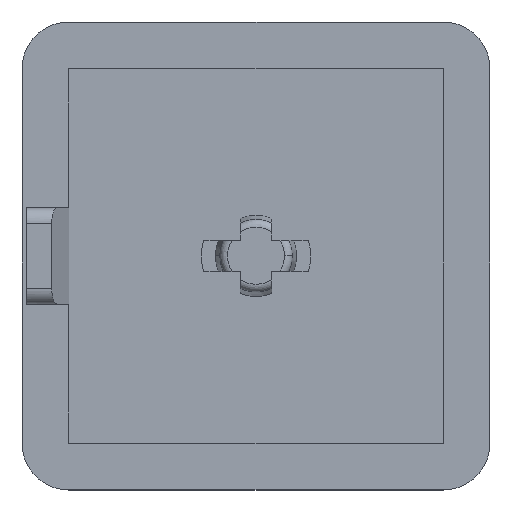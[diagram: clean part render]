
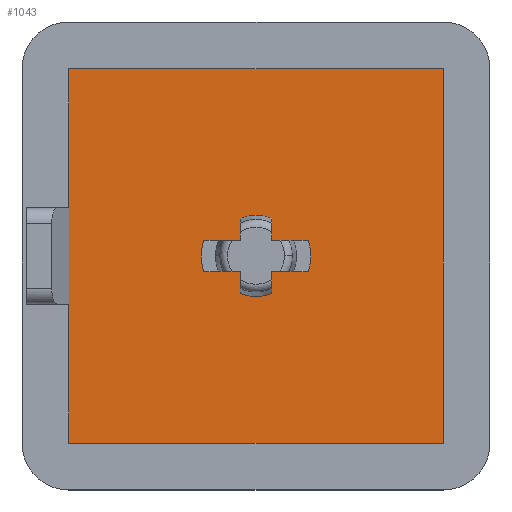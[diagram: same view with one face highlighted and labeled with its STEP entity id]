
A CAD part, top view. The second image highlights one B-rep face of the part: STEP entity #1043.
In plain terms, the highlighted planar face has unit normal (0, 0, 1).
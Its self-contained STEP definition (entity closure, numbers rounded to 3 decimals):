
#129 = FACE_BOUND ( 'NONE', #1690, .T. ) ;
#159 = FACE_OUTER_BOUND ( 'NONE', #1756, .T. ) ;
#171 = CIRCLE ( 'NONE', #459, 3.5 ) ;
#180 = LINE ( 'NONE', #739, #184 ) ;
#184 = VECTOR ( 'NONE', #740, 1000. ) ;
#187 = CIRCLE ( 'NONE', #462, 3.5 ) ;
#190 = LINE ( 'NONE', #769, #267 ) ;
#196 = LINE ( 'NONE', #794, #198 ) ;
#198 = VECTOR ( 'NONE', #787, 1000. ) ;
#246 = LINE ( 'NONE', #844, #248 ) ;
#248 = VECTOR ( 'NONE', #845, 1000. ) ;
#267 = VECTOR ( 'NONE', #771, 1000. ) ;
#273 = VECTOR ( 'NONE', #1647, 1000. ) ;
#274 = LINE ( 'NONE', #1493, #298 ) ;
#275 = CIRCLE ( 'NONE', #361, 2.6 ) ;
#278 = CIRCLE ( 'NONE', #360, 3.5 ) ;
#279 = LINE ( 'NONE', #1645, #273 ) ;
#280 = LINE ( 'NONE', #1866, #282 ) ;
#282 = VECTOR ( 'NONE', #1653, 1000. ) ;
#291 = VECTOR ( 'NONE', #1510, 1000. ) ;
#292 = CIRCLE ( 'NONE', #379, 2.6 ) ;
#293 = VECTOR ( 'NONE', #1497, 1000. ) ;
#294 = LINE ( 'NONE', #1500, #291 ) ;
#295 = VECTOR ( 'NONE', #1496, 1000. ) ;
#296 = LINE ( 'NONE', #1501, #293 ) ;
#297 = LINE ( 'NONE', #1708, #295 ) ;
#298 = VECTOR ( 'NONE', #1418, 1000. ) ;
#341 = AXIS2_PLACEMENT_3D ( 'NONE', #1729, #1731, #1722 ) ;
#360 = AXIS2_PLACEMENT_3D ( 'NONE', #1499, #1514, #1544 ) ;
#361 = AXIS2_PLACEMENT_3D ( 'NONE', #1498, #1495, #1491 ) ;
#379 = AXIS2_PLACEMENT_3D ( 'NONE', #1521, #1520, #1519 ) ;
#390 = EDGE_CURVE ( 'NONE', #1239, #1238, #1199, .T. ) ;
#391 = EDGE_CURVE ( 'NONE', #1328, #1356, #1329, .T. ) ;
#459 = AXIS2_PLACEMENT_3D ( 'NONE', #736, #737, #738 ) ;
#462 = AXIS2_PLACEMENT_3D ( 'NONE', #779, #781, #783 ) ;
#469 = EDGE_CURVE ( 'NONE', #1297, #1334, #171, .T. ) ;
#471 = EDGE_CURVE ( 'NONE', #1356, #1239, #180, .T. ) ;
#479 = EDGE_CURVE ( 'NONE', #1238, #1328, #190, .T. ) ;
#481 = EDGE_CURVE ( 'NONE', #1241, #1297, #187, .T. ) ;
#485 = EDGE_CURVE ( 'NONE', #1334, #1384, #196, .T. ) ;
#509 = EDGE_CURVE ( 'NONE', #1246, #1241, #246, .T. ) ;
#578 = DIRECTION ( 'NONE',  ( 0., -1., 0. ) ) ;
#580 = CARTESIAN_POINT ( 'NONE',  ( -12., 12., 2. ) ) ;
#582 = DIRECTION ( 'NONE',  ( 0., 1., 0. ) ) ;
#584 = CARTESIAN_POINT ( 'NONE',  ( 12., 12., 2. ) ) ;
#736 = CARTESIAN_POINT ( 'NONE',  ( 0., 0., 2. ) ) ;
#737 = DIRECTION ( 'NONE',  ( 0., 0., 1. ) ) ;
#738 = DIRECTION ( 'NONE',  ( 1., 0., 0. ) ) ;
#739 = CARTESIAN_POINT ( 'NONE',  ( -12., -12., 2. ) ) ;
#740 = DIRECTION ( 'NONE',  ( 1., 0., 0. ) ) ;
#769 = CARTESIAN_POINT ( 'NONE',  ( -12., 12., 2. ) ) ;
#771 = DIRECTION ( 'NONE',  ( -1., 0., 0. ) ) ;
#779 = CARTESIAN_POINT ( 'NONE',  ( 0., 0., 2. ) ) ;
#781 = DIRECTION ( 'NONE',  ( 0., 0., 1. ) ) ;
#783 = DIRECTION ( 'NONE',  ( 1., 0., 0. ) ) ;
#787 = DIRECTION ( 'NONE',  ( 1., 0., 0. ) ) ;
#794 = CARTESIAN_POINT ( 'NONE',  ( -2.4, -1., 2. ) ) ;
#844 = CARTESIAN_POINT ( 'NONE',  ( -2.4, 1., 2. ) ) ;
#845 = DIRECTION ( 'NONE',  ( -1., 0., 0. ) ) ;
#1043 = ADVANCED_FACE ( 'NONE', ( #159, #129 ), #1726, .T. ) ;
#1126 = EDGE_CURVE ( 'NONE', #1261, #1246, #280, .T. ) ;
#1127 = EDGE_CURVE ( 'NONE', #1285, #1261, #275, .T. ) ;
#1128 = EDGE_CURVE ( 'NONE', #1249, #1285, #279, .T. ) ;
#1129 = EDGE_CURVE ( 'NONE', #1378, #1249, #274, .T. ) ;
#1130 = EDGE_CURVE ( 'NONE', #1260, #1378, #278, .T. ) ;
#1131 = EDGE_CURVE ( 'NONE', #1373, #1260, #297, .T. ) ;
#1132 = EDGE_CURVE ( 'NONE', #1374, #1373, #296, .T. ) ;
#1133 = EDGE_CURVE ( 'NONE', #1384, #1375, #294, .T. ) ;
#1134 = EDGE_CURVE ( 'NONE', #1375, #1374, #292, .T. ) ;
#1142 = ORIENTED_EDGE ( 'NONE', *, *, #390, .T. ) ;
#1161 = ORIENTED_EDGE ( 'NONE', *, *, #1132, .F. ) ;
#1179 = ORIENTED_EDGE ( 'NONE', *, *, #1128, .F. ) ;
#1198 = ORIENTED_EDGE ( 'NONE', *, *, #1133, .F. ) ;
#1199 = LINE ( 'NONE', #584, #1243 ) ;
#1238 = VERTEX_POINT ( 'NONE', #1541 ) ;
#1239 = VERTEX_POINT ( 'NONE', #1535 ) ;
#1241 = VERTEX_POINT ( 'NONE', #1513 ) ;
#1243 = VECTOR ( 'NONE', #582, 1000. ) ;
#1246 = VERTEX_POINT ( 'NONE', #1522 ) ;
#1249 = VERTEX_POINT ( 'NONE', #1503 ) ;
#1260 = VERTEX_POINT ( 'NONE', #1488 ) ;
#1261 = VERTEX_POINT ( 'NONE', #1487 ) ;
#1271 = ORIENTED_EDGE ( 'NONE', *, *, #1130, .F. ) ;
#1282 = ORIENTED_EDGE ( 'NONE', *, *, #479, .T. ) ;
#1285 = VERTEX_POINT ( 'NONE', #1481 ) ;
#1297 = VERTEX_POINT ( 'NONE', #1472 ) ;
#1304 = ORIENTED_EDGE ( 'NONE', *, *, #1129, .F. ) ;
#1305 = ORIENTED_EDGE ( 'NONE', *, *, #1127, .F. ) ;
#1306 = ORIENTED_EDGE ( 'NONE', *, *, #481, .F. ) ;
#1311 = ORIENTED_EDGE ( 'NONE', *, *, #1126, .F. ) ;
#1312 = ORIENTED_EDGE ( 'NONE', *, *, #1134, .F. ) ;
#1328 = VERTEX_POINT ( 'NONE', #1464 ) ;
#1329 = LINE ( 'NONE', #580, #1392 ) ;
#1334 = VERTEX_POINT ( 'NONE', #1461 ) ;
#1344 = ORIENTED_EDGE ( 'NONE', *, *, #509, .F. ) ;
#1345 = ORIENTED_EDGE ( 'NONE', *, *, #471, .T. ) ;
#1348 = ORIENTED_EDGE ( 'NONE', *, *, #485, .F. ) ;
#1356 = VERTEX_POINT ( 'NONE', #1449 ) ;
#1367 = ORIENTED_EDGE ( 'NONE', *, *, #1131, .F. ) ;
#1373 = VERTEX_POINT ( 'NONE', #1459 ) ;
#1374 = VERTEX_POINT ( 'NONE', #1445 ) ;
#1375 = VERTEX_POINT ( 'NONE', #1443 ) ;
#1378 = VERTEX_POINT ( 'NONE', #1444 ) ;
#1383 = ORIENTED_EDGE ( 'NONE', *, *, #391, .T. ) ;
#1384 = VERTEX_POINT ( 'NONE', #1441 ) ;
#1392 = VECTOR ( 'NONE', #578, 1000. ) ;
#1394 = ORIENTED_EDGE ( 'NONE', *, *, #469, .F. ) ;
#1418 = DIRECTION ( 'NONE',  ( -1., 0., 0. ) ) ;
#1441 = CARTESIAN_POINT ( 'NONE',  ( -1., -1., 2. ) ) ;
#1443 = CARTESIAN_POINT ( 'NONE',  ( -1., -2.4, 2. ) ) ;
#1444 = CARTESIAN_POINT ( 'NONE',  ( 3.354, 1., 2. ) ) ;
#1445 = CARTESIAN_POINT ( 'NONE',  ( 1., -2.4, 2. ) ) ;
#1449 = CARTESIAN_POINT ( 'NONE',  ( -12., -12., 2. ) ) ;
#1459 = CARTESIAN_POINT ( 'NONE',  ( 1., -1., 2. ) ) ;
#1461 = CARTESIAN_POINT ( 'NONE',  ( -3.354, -1., 2. ) ) ;
#1464 = CARTESIAN_POINT ( 'NONE',  ( -12., 12., 2. ) ) ;
#1472 = CARTESIAN_POINT ( 'NONE',  ( -3.5, 0., 2. ) ) ;
#1481 = CARTESIAN_POINT ( 'NONE',  ( 1., 2.4, 2. ) ) ;
#1487 = CARTESIAN_POINT ( 'NONE',  ( -1., 2.4, 2. ) ) ;
#1488 = CARTESIAN_POINT ( 'NONE',  ( 3.354, -1., 2. ) ) ;
#1491 = DIRECTION ( 'NONE',  ( 1., 0., 0. ) ) ;
#1493 = CARTESIAN_POINT ( 'NONE',  ( 1., 1., 2. ) ) ;
#1495 = DIRECTION ( 'NONE',  ( 0., 0., 1. ) ) ;
#1496 = DIRECTION ( 'NONE',  ( 1., 0., 0. ) ) ;
#1497 = DIRECTION ( 'NONE',  ( 0., 1., 0. ) ) ;
#1498 = CARTESIAN_POINT ( 'NONE',  ( 0., 0., 2. ) ) ;
#1499 = CARTESIAN_POINT ( 'NONE',  ( 0., 0., 2. ) ) ;
#1500 = CARTESIAN_POINT ( 'NONE',  ( -1., -1., 2. ) ) ;
#1501 = CARTESIAN_POINT ( 'NONE',  ( 1., -1., 2. ) ) ;
#1503 = CARTESIAN_POINT ( 'NONE',  ( 1., 1., 2. ) ) ;
#1510 = DIRECTION ( 'NONE',  ( 0., -1., 0. ) ) ;
#1513 = CARTESIAN_POINT ( 'NONE',  ( -3.354, 1., 2. ) ) ;
#1514 = DIRECTION ( 'NONE',  ( 0., 0., 1. ) ) ;
#1519 = DIRECTION ( 'NONE',  ( 1., 0., 0. ) ) ;
#1520 = DIRECTION ( 'NONE',  ( 0., 0., 1. ) ) ;
#1521 = CARTESIAN_POINT ( 'NONE',  ( 0., 0., 2. ) ) ;
#1522 = CARTESIAN_POINT ( 'NONE',  ( -1., 1., 2. ) ) ;
#1535 = CARTESIAN_POINT ( 'NONE',  ( 12., -12., 2. ) ) ;
#1541 = CARTESIAN_POINT ( 'NONE',  ( 12., 12., 2. ) ) ;
#1544 = DIRECTION ( 'NONE',  ( 1., 0., 0. ) ) ;
#1645 = CARTESIAN_POINT ( 'NONE',  ( 1., 2.4, 2. ) ) ;
#1647 = DIRECTION ( 'NONE',  ( 0., 1., 0. ) ) ;
#1653 = DIRECTION ( 'NONE',  ( 0., -1., 0. ) ) ;
#1690 = EDGE_LOOP ( 'NONE', ( #1348, #1394, #1306, #1344, #1311, #1305, #1179, #1304, #1271, #1367, #1161, #1312, #1198 ) ) ;
#1708 = CARTESIAN_POINT ( 'NONE',  ( 1., -1., 2. ) ) ;
#1722 = DIRECTION ( 'NONE',  ( 1., 0., 0. ) ) ;
#1726 = PLANE ( 'NONE',  #341 ) ;
#1729 = CARTESIAN_POINT ( 'NONE',  ( -12., 12., 2. ) ) ;
#1731 = DIRECTION ( 'NONE',  ( 0., 0., 1. ) ) ;
#1756 = EDGE_LOOP ( 'NONE', ( #1383, #1345, #1142, #1282 ) ) ;
#1866 = CARTESIAN_POINT ( 'NONE',  ( -1., 2.4, 2. ) ) ;
